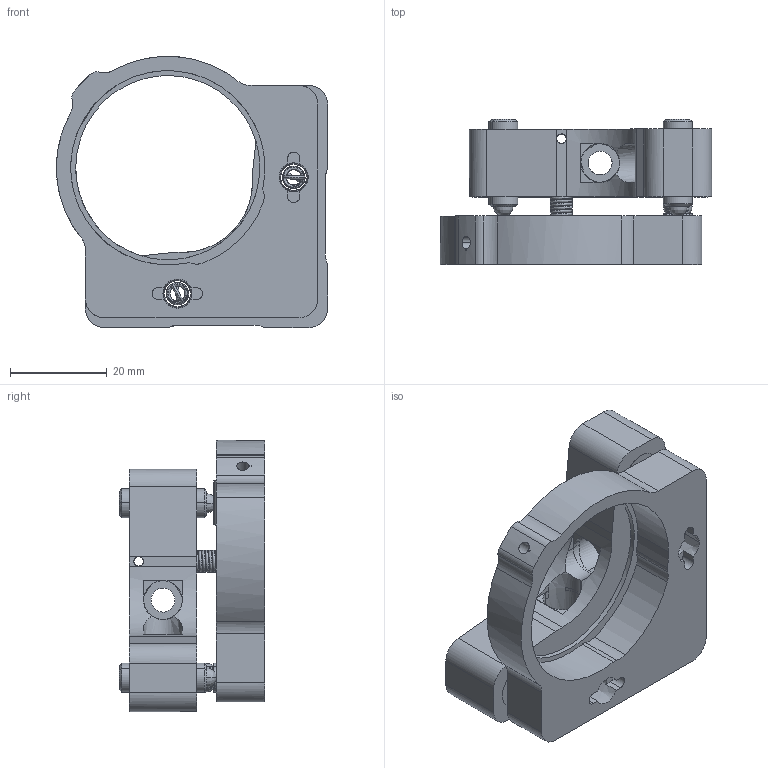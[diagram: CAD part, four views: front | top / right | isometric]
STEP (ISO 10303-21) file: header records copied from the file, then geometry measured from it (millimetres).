
FILE_DESCRIPTION(/* description */ (''),/* implementation_level */ '2;1');
FILE_NAME(/* name */ 'MMM-A4~1',/* time_stamp */ '2021-08-20T18:55:19+03:00',/* author */ (''),/* organization */ (''),/* preprocessor_version */ 'ST-DEVELOPER v15',/* originating_system */ '',/* authorisation */ '');
FILE_SCHEMA (('AUTOMOTIVE_DESIGN'));
Length unit declared in the file: millimetre
Products named in the file (8): Document; МММ-А40-к; МММ-А40-к_Subst
itute_3; Block 01; Block 02; Block 03; Block 04
Assembly tree (7 placements, depth 5):
  Document
    Document
      МММ-А40-к
        МММ-А40-к_Subst
itute_3
          Block 01
          Block 02
          Block 03
          Block 04
Bounding box: 56 x 30 x 55.97 mm (x, y, z)
Volume: 27604.7 mm3; surface area: 17975.7 mm2
Topology: 21 solids, 37 shells, 424 faces, 1221 edges, 771 vertices
Faces by surface type: bspline 424
Entity records: 82345 total; most frequent: CARTESIAN_POINT 67884, B_SPLINE_CURVE_WITH_KNOTS 2424, ORIENTED_EDGE 2249, PCURVE 2249, DEFINITIONAL_REPRESENTATION 2249, SURFACE_CURVE 1185, EDGE_CURVE 1185, VERTEX_POINT 765
